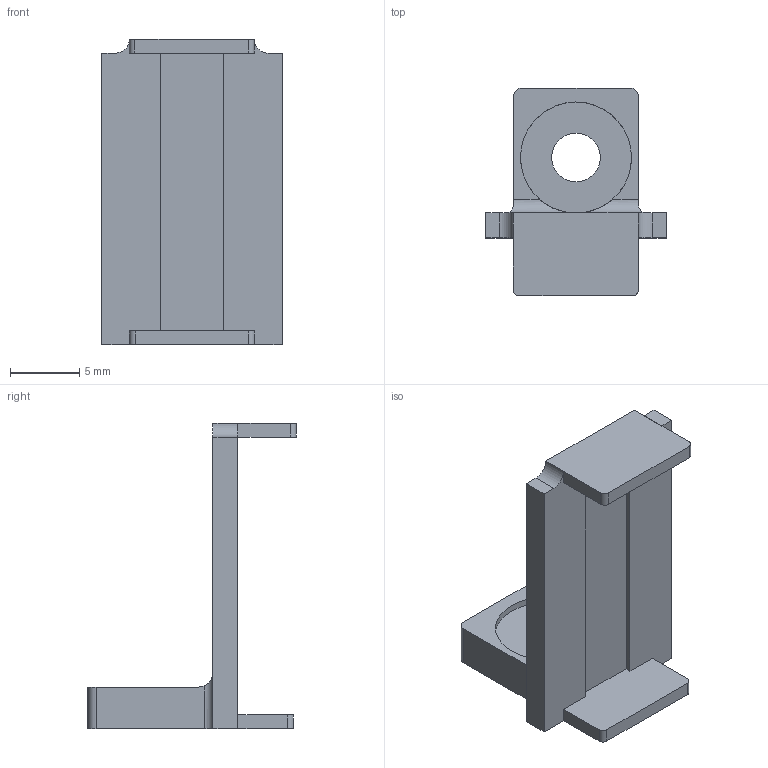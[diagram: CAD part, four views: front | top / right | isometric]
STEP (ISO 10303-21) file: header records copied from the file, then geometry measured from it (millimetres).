
FILE_DESCRIPTION(/* description */ (''),/* implementation_level */ '2;1');
FILE_NAME(/* name */ 'gear arm.step',/* time_stamp */ '2020-12-18T16:43:02+06:00',/* author */ (''),/* organization */ (''),/* preprocessor_version */ 'ST-DEVELOPER v18.1',/* originating_system */ 'Autodesk Translation Framework v9.7.1.1290',/* authorisation */ '');
FILE_SCHEMA (('AUTOMOTIVE_DESIGN { 1 0 10303 214 3 1 1 }'));
Length unit declared in the file: millimetre
Products named in the file (1): gear arm
Bounding box: 13 x 15 x 22 mm (x, y, z)
Volume: 741.4 mm3; surface area: 1103.2 mm2
Topology: 1 solids, 1 shells, 39 faces, 108 edges, 71 vertices
Faces by surface type: plane 25, cylinder 14
Full cylindrical faces by diameter (mm): 3.5 x1, 8 x1
Entity records: 1307 total; most frequent: CARTESIAN_POINT 247, ORIENTED_EDGE 216, DIRECTION 209, EDGE_CURVE 108, LINE 79, VECTOR 79, VERTEX_POINT 71, AXIS2_PLACEMENT_3D 65
